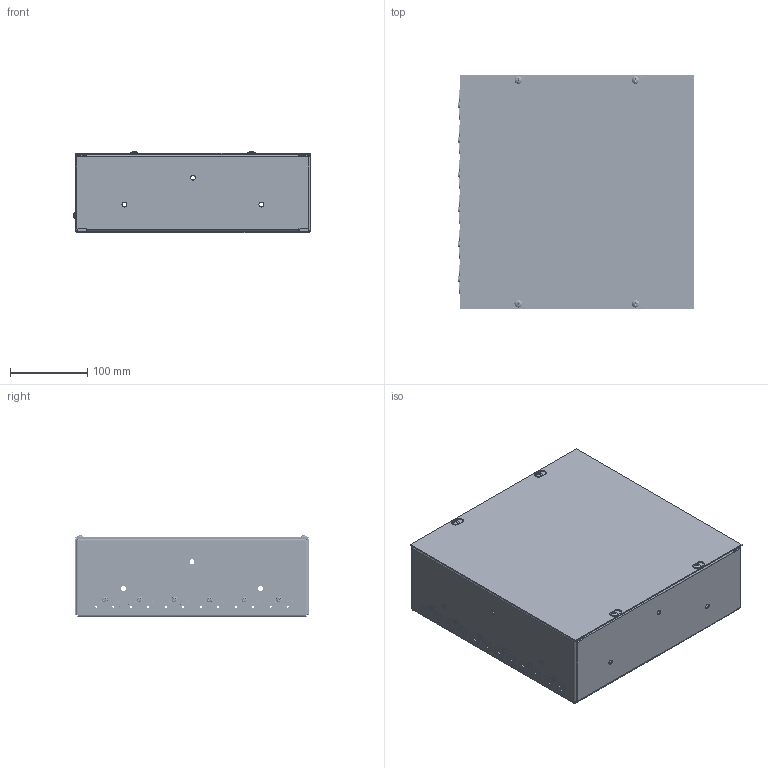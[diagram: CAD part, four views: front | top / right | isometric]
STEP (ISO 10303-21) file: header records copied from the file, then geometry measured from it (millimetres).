
FILE_DESCRIPTION(/* description */ ('GRAND SLAM BTB, SC, GALV, NO K.O., 12X12X4'),/* implementation_level */ '2;1');
FILE_NAME(/* name */ 'SC121204NKSTRC.stp',/* time_stamp */ '2017-10-11T15:16:09-05:00',/* author */ ('mraetz'),/* organization */ (''),/* preprocessor_version */ 'ST-DEVELOPER v16.1',/* originating_system */ 'Autodesk Inventor 2016',/* authorisation */ '');
FILE_SCHEMA (('AUTOMOTIVE_DESIGN { 1 0 10303 214 3 1 1 }'));
Products named in the file (9): SC121204NKSTRCBTB; SC1204NKSTRCLRS; SC1212STRCLID; 34056; 202454_welded; 202455_FORMED; 300263 - RACO STABIT; 122279; SC121204NKSTRC
Assembly tree (23 placements, depth 3):
  SC121204NKSTRC
    SC121204NKSTRCBTB
    SC1204NKSTRCLRS  x2
    SC1212STRCLID
    34056  x4
    300263 - RACO STABIT  x6
      202454_welded
      202455_FORMED
    122279  x6
Bounding box: 307.67 x 304.8 x 105.64 mm (x, y, z)
Volume: 511946.9 mm3; surface area: 724226.8 mm2
Topology: 32 solids, 32 shells, 5729 faces, 14724 edges, 9375 vertices
Faces by surface type: plane 2862, bspline 1773, cylinder 914, torus 108, cone 56, sphere 16
Full cylindrical faces by diameter (mm): 3.454 x6, 3.734 x4, 3.891 x6, 4.166 x4, 4.343 x2, 4.775 x6, 5.563 x6, 5.931 x2, 6.35 x20, 9.754 x4, 17.475 x12, 19.456 x12
Entity records: 56773 total; most frequent: CARTESIAN_POINT 23601, ORIENTED_EDGE 6990, DIRECTION 5940, EDGE_CURVE 3495, VERTEX_POINT 2269, LINE 2042, VECTOR 2042, AXIS2_PLACEMENT_3D 1949
